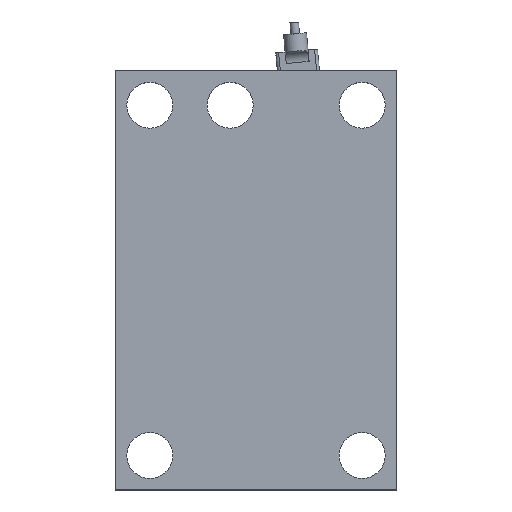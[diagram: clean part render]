
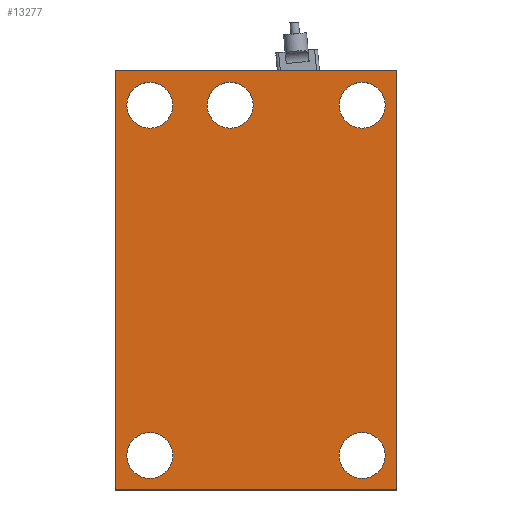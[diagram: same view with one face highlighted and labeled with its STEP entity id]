
A CAD part, top view. The second image highlights one B-rep face of the part: STEP entity #13277.
In plain terms, the highlighted face is planar.
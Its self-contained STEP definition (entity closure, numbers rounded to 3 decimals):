
#428=FACE_BOUND('',#1812,.T.);
#429=FACE_BOUND('',#1813,.T.);
#430=FACE_BOUND('',#1814,.T.);
#431=FACE_BOUND('',#1815,.T.);
#432=FACE_BOUND('',#1816,.T.);
#458=PLANE('',#14194);
#1044=FACE_OUTER_BOUND('',#1811,.T.);
#1811=EDGE_LOOP('',(#8935,#8936,#8937,#8938));
#1812=EDGE_LOOP('',(#8939));
#1813=EDGE_LOOP('',(#8940));
#1814=EDGE_LOOP('',(#8941));
#1815=EDGE_LOOP('',(#8942));
#1816=EDGE_LOOP('',(#8943));
#2608=LINE('',#18643,#4077);
#2609=LINE('',#18645,#4078);
#2610=LINE('',#18647,#4079);
#2611=LINE('',#18648,#4080);
#4077=VECTOR('',#15210,1000.);
#4078=VECTOR('',#15211,1000.);
#4079=VECTOR('',#15212,1000.);
#4080=VECTOR('',#15213,1000.);
#5534=CIRCLE('',#14180,2.);
#5536=CIRCLE('',#14183,2.);
#5538=CIRCLE('',#14186,2.);
#5540=CIRCLE('',#14189,2.);
#5542=CIRCLE('',#14192,2.);
#5755=VERTEX_POINT('',#18596);
#5757=VERTEX_POINT('',#18602);
#5759=VERTEX_POINT('',#18608);
#5761=VERTEX_POINT('',#18614);
#5763=VERTEX_POINT('',#18620);
#5772=VERTEX_POINT('',#18641);
#5773=VERTEX_POINT('',#18642);
#5774=VERTEX_POINT('',#18644);
#5775=VERTEX_POINT('',#18646);
#7005=EDGE_CURVE('',#5755,#5755,#5534,.T.);
#7008=EDGE_CURVE('',#5757,#5757,#5536,.T.);
#7011=EDGE_CURVE('',#5759,#5759,#5538,.T.);
#7014=EDGE_CURVE('',#5761,#5761,#5540,.T.);
#7017=EDGE_CURVE('',#5763,#5763,#5542,.T.);
#7026=EDGE_CURVE('',#5772,#5773,#2608,.T.);
#7027=EDGE_CURVE('',#5774,#5772,#2609,.T.);
#7028=EDGE_CURVE('',#5775,#5774,#2610,.T.);
#7029=EDGE_CURVE('',#5773,#5775,#2611,.T.);
#8935=ORIENTED_EDGE('',*,*,#7026,.F.);
#8936=ORIENTED_EDGE('',*,*,#7027,.F.);
#8937=ORIENTED_EDGE('',*,*,#7028,.F.);
#8938=ORIENTED_EDGE('',*,*,#7029,.F.);
#8939=ORIENTED_EDGE('',*,*,#7017,.T.);
#8940=ORIENTED_EDGE('',*,*,#7011,.T.);
#8941=ORIENTED_EDGE('',*,*,#7005,.T.);
#8942=ORIENTED_EDGE('',*,*,#7008,.T.);
#8943=ORIENTED_EDGE('',*,*,#7014,.T.);
#13277=ADVANCED_FACE('',(#1044,#428,#429,#430,#431,#432),#458,.T.);
#14180=AXIS2_PLACEMENT_3D('',#18598,#15168,#15169);
#14183=AXIS2_PLACEMENT_3D('',#18604,#15175,#15176);
#14186=AXIS2_PLACEMENT_3D('',#18610,#15182,#15183);
#14189=AXIS2_PLACEMENT_3D('',#18616,#15189,#15190);
#14192=AXIS2_PLACEMENT_3D('',#18622,#15196,#15197);
#14194=AXIS2_PLACEMENT_3D('',#18640,#15208,#15209);
#15168=DIRECTION('center_axis',(0.,1.,0.));
#15169=DIRECTION('ref_axis',(0.,0.,1.));
#15175=DIRECTION('center_axis',(0.,1.,0.));
#15176=DIRECTION('ref_axis',(0.,0.,1.));
#15182=DIRECTION('center_axis',(0.,1.,0.));
#15183=DIRECTION('ref_axis',(0.,0.,1.));
#15189=DIRECTION('center_axis',(0.,1.,0.));
#15190=DIRECTION('ref_axis',(0.,0.,1.));
#15196=DIRECTION('center_axis',(0.,1.,0.));
#15197=DIRECTION('ref_axis',(0.,0.,1.));
#15208=DIRECTION('center_axis',(0.,-1.,0.));
#15209=DIRECTION('ref_axis',(0.,0.,-1.));
#15210=DIRECTION('',(0.,0.,-1.));
#15211=DIRECTION('',(1.,0.,0.));
#15212=DIRECTION('',(0.,0.,1.));
#15213=DIRECTION('',(-1.,0.,0.));
#18596=CARTESIAN_POINT('',(-2.25,0.,17.25));
#18598=CARTESIAN_POINT('Origin',(-2.25,0.,15.25));
#18602=CARTESIAN_POINT('',(-9.25,0.,17.25));
#18604=CARTESIAN_POINT('Origin',(-9.25,0.,15.25));
#18608=CARTESIAN_POINT('',(9.25,0.,17.25));
#18610=CARTESIAN_POINT('Origin',(9.25,0.,15.25));
#18614=CARTESIAN_POINT('',(9.25,0.,-13.25));
#18616=CARTESIAN_POINT('Origin',(9.25,0.,-15.25));
#18620=CARTESIAN_POINT('',(-9.25,0.,-13.25));
#18622=CARTESIAN_POINT('Origin',(-9.25,0.,-15.25));
#18640=CARTESIAN_POINT('Origin',(0.,0.,0.));
#18641=CARTESIAN_POINT('',(12.25,0.,18.25));
#18642=CARTESIAN_POINT('',(12.25,0.,-18.25));
#18643=CARTESIAN_POINT('',(12.25,0.,18.25));
#18644=CARTESIAN_POINT('',(-12.25,0.,18.25));
#18645=CARTESIAN_POINT('',(-12.25,0.,18.25));
#18646=CARTESIAN_POINT('',(-12.25,0.,-18.25));
#18647=CARTESIAN_POINT('',(-12.25,0.,18.25));
#18648=CARTESIAN_POINT('',(-12.25,0.,-18.25));
